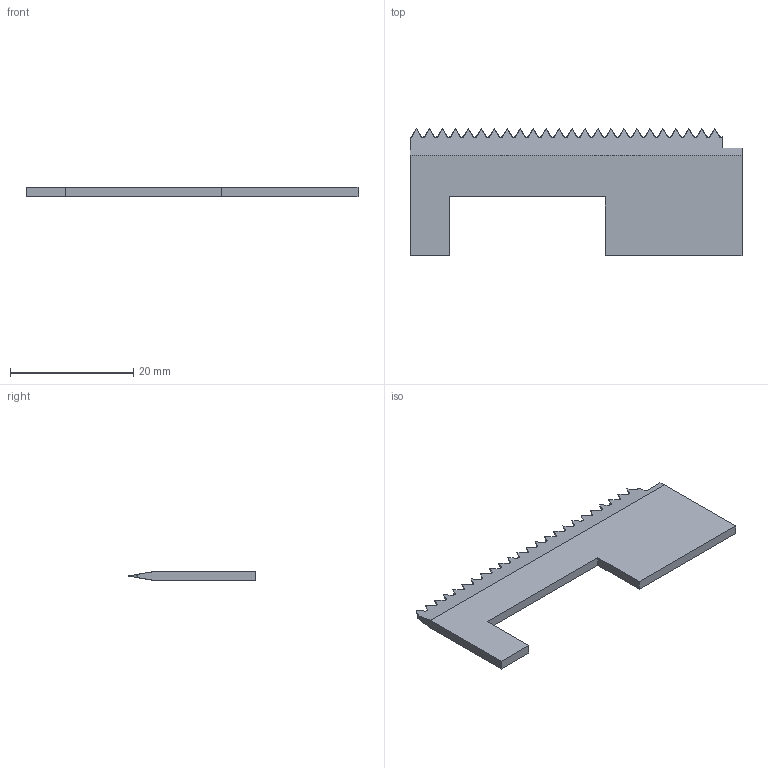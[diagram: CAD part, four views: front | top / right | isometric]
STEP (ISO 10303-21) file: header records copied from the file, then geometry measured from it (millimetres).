
FILE_DESCRIPTION (( 'STEP AP203' ), '1' );
FILE_NAME ('P531.STEP', '2022-04-26T21:41:23', ( '' ), ( '' ), 'SwSTEP 2.0', 'SolidWorks 2020', '' );
FILE_SCHEMA (( 'CONFIG_CONTROL_DESIGN' ));
Length unit declared in the file: inch
Products named in the file (1): P531
Bounding box: 53.98 x 20.65 x 1.52 mm (x, y, z)
Volume: 1137.6 mm3; surface area: 1836.9 mm2
Topology: 1 solids, 1 shells, 110 faces, 300 edges, 192 vertices
Faces by surface type: plane 61, cylinder 49
Entity records: 3451 total; most frequent: CARTESIAN_POINT 897, ORIENTED_EDGE 600, DIRECTION 424, EDGE_CURVE 300, LINE 202, VECTOR 202, VERTEX_POINT 192, AXIS2_PLACEMENT_3D 111
